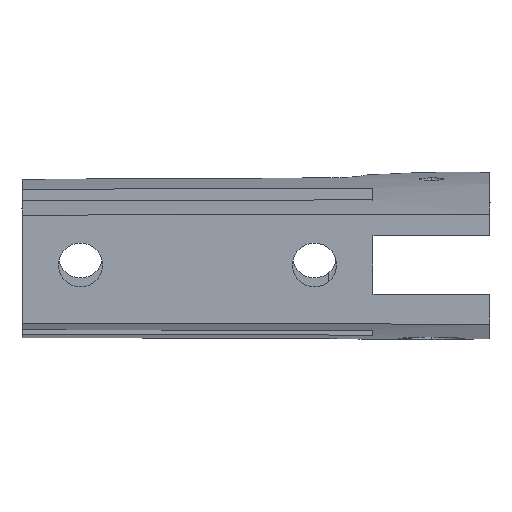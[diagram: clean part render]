
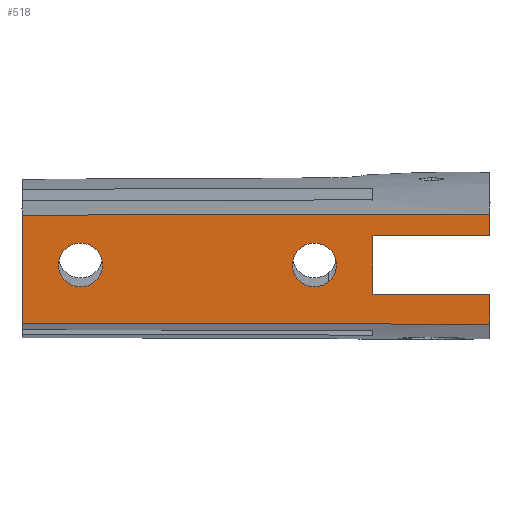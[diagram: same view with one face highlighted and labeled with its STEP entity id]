
A CAD part, left-side view. The second image highlights one B-rep face of the part: STEP entity #518.
In plain terms, the highlighted planar face has unit normal (-1, 0, 0).
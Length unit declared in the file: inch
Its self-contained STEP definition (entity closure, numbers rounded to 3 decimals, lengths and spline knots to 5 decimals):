
#20 = VERTEX_POINT ( 'NONE', #2644 ) ;
#22 = EDGE_CURVE ( 'NONE', #2496, #3050, #1474, .T. ) ;
#75 = CARTESIAN_POINT ( 'NONE',  ( -1.31749, 1.80578, 0.02677 ) ) ;
#190 = LINE ( 'NONE', #678, #783 ) ;
#208 = LINE ( 'NONE', #1246, #1408 ) ;
#217 = DIRECTION ( 'NONE',  ( 1., 0., 0. ) ) ;
#240 = CARTESIAN_POINT ( 'NONE',  ( -1.31749, 1.21523, 0.32205 ) ) ;
#251 = DIRECTION ( 'NONE',  ( 1., 0., 0. ) ) ;
#316 = CARTESIAN_POINT ( 'NONE',  ( -1.31749, 4.16799, -0.19468 ) ) ;
#318 = CARTESIAN_POINT ( 'NONE',  ( -1.31749, 1.21523, -0.2685 ) ) ;
#324 = VERTEX_POINT ( 'NONE', #2843 ) ;
#430 = EDGE_CURVE ( 'NONE', #1487, #20, #1988, .T. ) ;
#442 = ORIENTED_EDGE ( 'NONE', *, *, #22, .F. ) ;
#449 = ORIENTED_EDGE ( 'NONE', *, *, #2864, .F. ) ;
#458 = DIRECTION ( 'NONE',  ( 0., 0., -1. ) ) ;
#518 = ADVANCED_FACE ( 'NONE', ( #1753, #1493, #1547 ), #2295, .F. ) ;
#524 = CARTESIAN_POINT ( 'NONE',  ( -1.31749, 0.03413, 0.54027 ) ) ;
#552 = ORIENTED_EDGE ( 'NONE', *, *, #1045, .T. ) ;
#559 = VECTOR ( 'NONE', #743, 39.37008 ) ;
#636 = EDGE_CURVE ( 'NONE', #2496, #2264, #2468, .T. ) ;
#678 = CARTESIAN_POINT ( 'NONE',  ( -1.31749, 0.03413, -0.2685 ) ) ;
#680 = CARTESIAN_POINT ( 'NONE',  ( -1.31749, 0.03413, 0.32205 ) ) ;
#743 = DIRECTION ( 'NONE',  ( 0., 0., -1. ) ) ;
#783 = VECTOR ( 'NONE', #3232, 39.37008 ) ;
#784 = CARTESIAN_POINT ( 'NONE',  ( -1.31749, 3.18374, 0.5335 ) ) ;
#802 = EDGE_CURVE ( 'NONE', #20, #1487, #2878, .T. ) ;
#805 = ORIENTED_EDGE ( 'NONE', *, *, #802, .T. ) ;
#833 = VECTOR ( 'NONE', #1130, 39.37008 ) ;
#916 = CARTESIAN_POINT ( 'NONE',  ( -1.31749, 4.75854, 0.53009 ) ) ;
#925 = ORIENTED_EDGE ( 'NONE', *, *, #1207, .T. ) ;
#927 = CARTESIAN_POINT ( 'NONE',  ( -1.31749, 4.75854, -1.15433 ) ) ;
#943 = ORIENTED_EDGE ( 'NONE', *, *, #1678, .T. ) ;
#950 = AXIS2_PLACEMENT_3D ( 'NONE', #2875, #1623, #1104 ) ;
#953 = CARTESIAN_POINT ( 'NONE',  ( -1.31749, 1.80578, 0.02677 ) ) ;
#978 = LINE ( 'NONE', #680, #3199 ) ;
#1045 = EDGE_CURVE ( 'NONE', #1389, #324, #3045, .T. ) ;
#1095 = DIRECTION ( 'NONE',  ( 1., 0., 0. ) ) ;
#1104 = DIRECTION ( 'NONE',  ( 0., 0., -1. ) ) ;
#1130 = DIRECTION ( 'NONE',  ( 0., 0., -1. ) ) ;
#1139 = AXIS2_PLACEMENT_3D ( 'NONE', #2251, #217, #1767 ) ;
#1157 = EDGE_CURVE ( 'NONE', #1441, #2094, #190, .T. ) ;
#1207 = EDGE_CURVE ( 'NONE', #2094, #2416, #1482, .T. ) ;
#1218 = CARTESIAN_POINT ( 'NONE',  ( -1.31749, 1.60893, -0.56787 ) ) ;
#1246 = CARTESIAN_POINT ( 'NONE',  ( -1.31749, 0.03413, -1.15433 ) ) ;
#1328 = EDGE_CURVE ( 'NONE', #324, #1389, #2484, .T. ) ;
#1389 = VERTEX_POINT ( 'NONE', #316 ) ;
#1408 = VECTOR ( 'NONE', #3250, 39.37008 ) ;
#1420 = EDGE_LOOP ( 'NONE', ( #442, #2239, #1607, #943, #449, #2358, #925, #2611 ) ) ;
#1441 = VERTEX_POINT ( 'NONE', #1616 ) ;
#1474 = LINE ( 'NONE', #2436, #833 ) ;
#1481 = ORIENTED_EDGE ( 'NONE', *, *, #1328, .T. ) ;
#1482 = LINE ( 'NONE', #2481, #2992 ) ;
#1487 = VERTEX_POINT ( 'NONE', #2157 ) ;
#1493 = FACE_BOUND ( 'NONE', #3167, .T. ) ;
#1525 = CARTESIAN_POINT ( 'NONE',  ( -1.31749, 4.75854, -0.5626 ) ) ;
#1541 = CARTESIAN_POINT ( 'NONE',  ( -1.31749, 0.03413, 0.32205 ) ) ;
#1547 = FACE_OUTER_BOUND ( 'NONE', #1420, .T. ) ;
#1607 = ORIENTED_EDGE ( 'NONE', *, *, #2904, .T. ) ;
#1616 = CARTESIAN_POINT ( 'NONE',  ( -1.31749, 0.03413, -0.2685 ) ) ;
#1623 = DIRECTION ( 'NONE',  ( 1., 0., 0. ) ) ;
#1662 = VERTEX_POINT ( 'NONE', #1975 ) ;
#1678 = EDGE_CURVE ( 'NONE', #2442, #1662, #1760, .T. ) ;
#1693 = DIRECTION ( 'NONE',  ( 0., -1., 0. ) ) ;
#1706 = DIRECTION ( 'NONE',  ( 0., 0., 1. ) ) ;
#1753 = FACE_BOUND ( 'NONE', #3276, .T. ) ;
#1760 = B_SPLINE_CURVE_WITH_KNOTS ( 'NONE', 3,
 ( #3219, #2960, #1218, #2975 ),
 .UNSPECIFIED., .F., .F.,
 ( 4, 4 ),
 ( 0., 1. ),
 .UNSPECIFIED. ) ;
#1767 = DIRECTION ( 'NONE',  ( 0., 0., 1. ) ) ;
#1831 = AXIS2_PLACEMENT_3D ( 'NONE', #953, #2438, #458 ) ;
#1840 = AXIS2_PLACEMENT_3D ( 'NONE', #75, #1095, #2628 ) ;
#1856 = ORIENTED_EDGE ( 'NONE', *, *, #430, .T. ) ;
#1975 = CARTESIAN_POINT ( 'NONE',  ( -1.31749, 0.03413, -0.57049 ) ) ;
#1988 = CIRCLE ( 'NONE', #1831, 0.22146 ) ;
#1999 = AXIS2_PLACEMENT_3D ( 'NONE', #2520, #251, #2805 ) ;
#2094 = VERTEX_POINT ( 'NONE', #318 ) ;
#2157 = CARTESIAN_POINT ( 'NONE',  ( -1.31749, 1.80578, -0.19468 ) ) ;
#2239 = ORIENTED_EDGE ( 'NONE', *, *, #636, .T. ) ;
#2251 = CARTESIAN_POINT ( 'NONE',  ( -1.31749, 4.75854, -1.15433 ) ) ;
#2264 = VERTEX_POINT ( 'NONE', #916 ) ;
#2295 = PLANE ( 'NONE',  #1139 ) ;
#2358 = ORIENTED_EDGE ( 'NONE', *, *, #1157, .T. ) ;
#2416 = VERTEX_POINT ( 'NONE', #240 ) ;
#2436 = CARTESIAN_POINT ( 'NONE',  ( -1.31749, 0.03413, -1.15433 ) ) ;
#2438 = DIRECTION ( 'NONE',  ( 1., 0., 0. ) ) ;
#2442 = VERTEX_POINT ( 'NONE', #1525 ) ;
#2468 = B_SPLINE_CURVE_WITH_KNOTS ( 'NONE', 3,
 ( #524, #2535, #784, #2797 ),
 .UNSPECIFIED., .F., .F.,
 ( 4, 4 ),
 ( 0., 1. ),
 .UNSPECIFIED. ) ;
#2481 = CARTESIAN_POINT ( 'NONE',  ( -1.31749, 1.21523, 0.32205 ) ) ;
#2484 = CIRCLE ( 'NONE', #950, 0.22146 ) ;
#2496 = VERTEX_POINT ( 'NONE', #2613 ) ;
#2520 = CARTESIAN_POINT ( 'NONE',  ( -1.31749, 4.16799, 0.02677 ) ) ;
#2535 = CARTESIAN_POINT ( 'NONE',  ( -1.31749, 1.60893, 0.53689 ) ) ;
#2611 = ORIENTED_EDGE ( 'NONE', *, *, #2891, .T. ) ;
#2613 = CARTESIAN_POINT ( 'NONE',  ( -1.31749, 0.03413, 0.54027 ) ) ;
#2628 = DIRECTION ( 'NONE',  ( 0., 0., -1. ) ) ;
#2644 = CARTESIAN_POINT ( 'NONE',  ( -1.31749, 1.80578, 0.24823 ) ) ;
#2747 = LINE ( 'NONE', #927, #559 ) ;
#2797 = CARTESIAN_POINT ( 'NONE',  ( -1.31749, 4.75854, 0.53009 ) ) ;
#2805 = DIRECTION ( 'NONE',  ( 0., 0., -1. ) ) ;
#2843 = CARTESIAN_POINT ( 'NONE',  ( -1.31749, 4.16799, 0.24823 ) ) ;
#2864 = EDGE_CURVE ( 'NONE', #1441, #1662, #208, .T. ) ;
#2875 = CARTESIAN_POINT ( 'NONE',  ( -1.31749, 4.16799, 0.02677 ) ) ;
#2878 = CIRCLE ( 'NONE', #1840, 0.22146 ) ;
#2891 = EDGE_CURVE ( 'NONE', #2416, #3050, #978, .T. ) ;
#2904 = EDGE_CURVE ( 'NONE', #2264, #2442, #2747, .T. ) ;
#2960 = CARTESIAN_POINT ( 'NONE',  ( -1.31749, 3.18374, -0.56524 ) ) ;
#2975 = CARTESIAN_POINT ( 'NONE',  ( -1.31749, 0.03413, -0.57049 ) ) ;
#2992 = VECTOR ( 'NONE', #1706, 39.37008 ) ;
#3045 = CIRCLE ( 'NONE', #1999, 0.22146 ) ;
#3050 = VERTEX_POINT ( 'NONE', #1541 ) ;
#3167 = EDGE_LOOP ( 'NONE', ( #1856, #805 ) ) ;
#3199 = VECTOR ( 'NONE', #1693, 39.37008 ) ;
#3219 = CARTESIAN_POINT ( 'NONE',  ( -1.31749, 4.75854, -0.5626 ) ) ;
#3232 = DIRECTION ( 'NONE',  ( 0., 1., 0. ) ) ;
#3250 = DIRECTION ( 'NONE',  ( 0., 0., -1. ) ) ;
#3276 = EDGE_LOOP ( 'NONE', ( #552, #1481 ) ) ;
